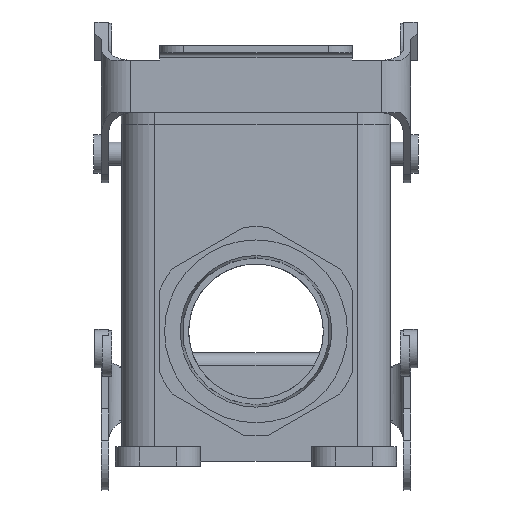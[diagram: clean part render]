
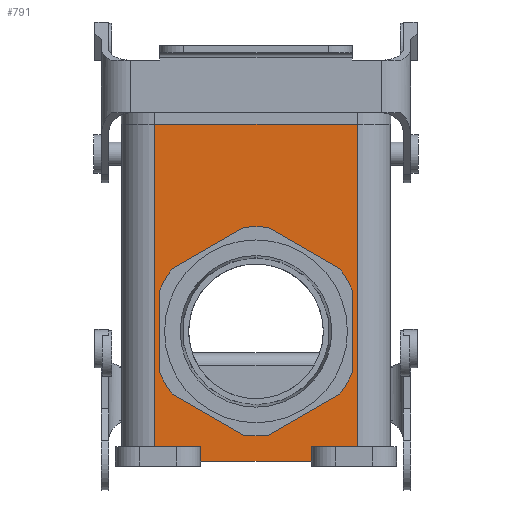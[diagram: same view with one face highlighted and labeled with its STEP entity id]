
A CAD part, left-side view. The second image highlights one B-rep face of the part: STEP entity #791.
In plain terms, the highlighted planar face has unit normal (-1, 0, 0).
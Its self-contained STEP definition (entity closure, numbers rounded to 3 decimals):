
#791 = ADVANCED_FACE( '', ( #1656, #1657 ), #1658, .F. );
#1656 = FACE_BOUND( '', #2538, .T. );
#1657 = FACE_OUTER_BOUND( '', #2539, .T. );
#1658 = PLANE( '', #2540 );
#2538 = EDGE_LOOP( '', ( #4745, #4746, #4747, #4748, #4749, #4750, #4751, #4752, #4753, #4754, #4755, #4756 ) );
#2539 = EDGE_LOOP( '', ( #4757, #4758, #4759, #4760, #4761, #4762, #4763, #4764 ) );
#2540 = AXIS2_PLACEMENT_3D( '', #4765, #4766, #4767 );
#4745 = ORIENTED_EDGE( '', *, *, #5700, .T. );
#4746 = ORIENTED_EDGE( '', *, *, #5582, .T. );
#4747 = ORIENTED_EDGE( '', *, *, #5085, .T. );
#4748 = ORIENTED_EDGE( '', *, *, #5079, .T. );
#4749 = ORIENTED_EDGE( '', *, *, #5324, .T. );
#4750 = ORIENTED_EDGE( '', *, *, #5756, .T. );
#4751 = ORIENTED_EDGE( '', *, *, #5345, .T. );
#4752 = ORIENTED_EDGE( '', *, *, #5390, .T. );
#4753 = ORIENTED_EDGE( '', *, *, #5057, .T. );
#4754 = ORIENTED_EDGE( '', *, *, #5609, .T. );
#4755 = ORIENTED_EDGE( '', *, *, #5627, .T. );
#4756 = ORIENTED_EDGE( '', *, *, #5254, .T. );
#4757 = ORIENTED_EDGE( '', *, *, #5790, .F. );
#4758 = ORIENTED_EDGE( '', *, *, #5805, .F. );
#4759 = ORIENTED_EDGE( '', *, *, #5665, .F. );
#4760 = ORIENTED_EDGE( '', *, *, #5497, .F. );
#4761 = ORIENTED_EDGE( '', *, *, #5007, .T. );
#4762 = ORIENTED_EDGE( '', *, *, #5738, .T. );
#4763 = ORIENTED_EDGE( '', *, *, #5758, .T. );
#4764 = ORIENTED_EDGE( '', *, *, #5150, .T. );
#4765 = CARTESIAN_POINT( '', ( -41., 0., 70. ) );
#4766 = DIRECTION( '', ( 1., 0., 0. ) );
#4767 = DIRECTION( '', ( 0., 0., -1. ) );
#5007 = EDGE_CURVE( '', #5971, #5969, #5972, .T. );
#5057 = EDGE_CURVE( '', #6056, #6060, #6062, .T. );
#5079 = EDGE_CURVE( '', #6100, #6098, #6101, .T. );
#5085 = EDGE_CURVE( '', #6107, #6100, #6110, .T. );
#5150 = EDGE_CURVE( '', #6222, #6220, #6223, .F. );
#5254 = EDGE_CURVE( '', #6388, #6390, #6392, .T. );
#5324 = EDGE_CURVE( '', #6098, #6506, #6508, .T. );
#5345 = EDGE_CURVE( '', #6541, #6543, #6545, .T. );
#5390 = EDGE_CURVE( '', #6543, #6056, #6610, .T. );
#5497 = EDGE_CURVE( '', #5971, #6768, #6769, .T. );
#5582 = EDGE_CURVE( '', #6883, #6107, #6885, .T. );
#5609 = EDGE_CURVE( '', #6060, #6919, #6921, .T. );
#5627 = EDGE_CURVE( '', #6919, #6388, #6942, .T. );
#5665 = EDGE_CURVE( '', #6768, #6985, #6986, .T. );
#5700 = EDGE_CURVE( '', #6390, #6883, #7029, .T. );
#5738 = EDGE_CURVE( '', #5969, #7073, #7074, .T. );
#5756 = EDGE_CURVE( '', #6506, #6541, #7092, .T. );
#5758 = EDGE_CURVE( '', #7073, #6222, #7094, .T. );
#5790 = EDGE_CURVE( '', #7132, #6220, #7134, .T. );
#5805 = EDGE_CURVE( '', #6985, #7132, #7150, .F. );
#5969 = VERTEX_POINT( '', #7372 );
#5971 = VERTEX_POINT( '', #7375 );
#5972 = LINE( '', #7376, #7377 );
#6056 = VERTEX_POINT( '', #7489 );
#6060 = VERTEX_POINT( '', #7495 );
#6062 = LINE( '', #7498, #7499 );
#6098 = VERTEX_POINT( '', #7544 );
#6100 = VERTEX_POINT( '', #7547 );
#6101 = CIRCLE( '', #7548, 21.75 );
#6107 = VERTEX_POINT( '', #7555 );
#6110 = LINE( '', #7560, #7561 );
#6220 = VERTEX_POINT( '', #7724 );
#6222 = VERTEX_POINT( '', #7726 );
#6223 = LINE( '', #7727, #7728 );
#6388 = VERTEX_POINT( '', #7942 );
#6390 = VERTEX_POINT( '', #7945 );
#6392 = CIRCLE( '', #7948, 21.75 );
#6506 = VERTEX_POINT( '', #8132 );
#6508 = LINE( '', #8135, #8136 );
#6541 = VERTEX_POINT( '', #8182 );
#6543 = VERTEX_POINT( '', #8185 );
#6545 = LINE( '', #8188, #8189 );
#6610 = CIRCLE( '', #8266, 21.75 );
#6768 = VERTEX_POINT( '', #8480 );
#6769 = LINE( '', #8481, #8482 );
#6883 = VERTEX_POINT( '', #8658 );
#6885 = CIRCLE( '', #8661, 21.75 );
#6919 = VERTEX_POINT( '', #8703 );
#6921 = CIRCLE( '', #8706, 21.75 );
#6942 = LINE( '', #8730, #8731 );
#6985 = VERTEX_POINT( '', #8789 );
#6986 = LINE( '', #8790, #8791 );
#7029 = LINE( '', #8850, #8851 );
#7073 = VERTEX_POINT( '', #8937 );
#7074 = LINE( '', #8938, #8939 );
#7092 = CIRCLE( '', #8959, 21.75 );
#7094 = LINE( '', #8961, #8962 );
#7132 = VERTEX_POINT( '', #9008 );
#7134 = LINE( '', #9010, #9011 );
#7150 = LINE( '', #9030, #9031 );
#7372 = CARTESIAN_POINT( '', ( -41., -11.5, 0. ) );
#7375 = CARTESIAN_POINT( '', ( -41., 11.5, 0. ) );
#7376 = CARTESIAN_POINT( '', ( -41., 0., 0. ) );
#7377 = VECTOR( '', #9163, 1000. );
#7489 = CARTESIAN_POINT( '', ( -41., -20., 35.548 ) );
#7495 = CARTESIAN_POINT( '', ( -41., -20., 18.452 ) );
#7498 = CARTESIAN_POINT( '', ( -41., -20., 38.547 ) );
#7499 = VECTOR( '', #9225, 1000. );
#7544 = CARTESIAN_POINT( '', ( -41., 17.402, 40.047 ) );
#7547 = CARTESIAN_POINT( '', ( -41., 20., 35.548 ) );
#7548 = AXIS2_PLACEMENT_3D( '', #9257, #9258, #9259 );
#7555 = CARTESIAN_POINT( '', ( -41., 20., 18.452 ) );
#7560 = CARTESIAN_POINT( '', ( -41., 20., 15.453 ) );
#7561 = VECTOR( '', #9266, 1000. );
#7724 = CARTESIAN_POINT( '', ( -41., -21., 70. ) );
#7726 = CARTESIAN_POINT( '', ( -41., -21., 3. ) );
#7727 = CARTESIAN_POINT( '', ( -41., -21., 70. ) );
#7728 = VECTOR( '', #9345, 1000. );
#7942 = CARTESIAN_POINT( '', ( -41., -2.598, 5.406 ) );
#7945 = CARTESIAN_POINT( '', ( -41., 2.598, 5.406 ) );
#7948 = AXIS2_PLACEMENT_3D( '', #9487, #9488, #9489 );
#8132 = CARTESIAN_POINT( '', ( -41., 2.598, 48.594 ) );
#8135 = CARTESIAN_POINT( '', ( -41., 20., 38.547 ) );
#8136 = VECTOR( '', #9571, 1000. );
#8182 = CARTESIAN_POINT( '', ( -41., -2.598, 48.594 ) );
#8185 = CARTESIAN_POINT( '', ( -41., -17.402, 40.047 ) );
#8188 = CARTESIAN_POINT( '', ( -41., 0., 50.094 ) );
#8189 = VECTOR( '', #9593, 1000. );
#8266 = AXIS2_PLACEMENT_3D( '', #9660, #9661, #9662 );
#8480 = CARTESIAN_POINT( '', ( -41., 11.5, 3. ) );
#8481 = CARTESIAN_POINT( '', ( -41., 11.5, 70. ) );
#8482 = VECTOR( '', #9797, 1000. );
#8658 = CARTESIAN_POINT( '', ( -41., 17.402, 13.953 ) );
#8661 = AXIS2_PLACEMENT_3D( '', #9904, #9905, #9906 );
#8703 = CARTESIAN_POINT( '', ( -41., -17.402, 13.953 ) );
#8706 = AXIS2_PLACEMENT_3D( '', #9940, #9941, #9942 );
#8730 = CARTESIAN_POINT( '', ( -41., -20., 15.453 ) );
#8731 = VECTOR( '', #9964, 1000. );
#8789 = CARTESIAN_POINT( '', ( -41., 21., 3. ) );
#8790 = CARTESIAN_POINT( '', ( -41., 0., 3. ) );
#8791 = VECTOR( '', #9995, 1000. );
#8850 = CARTESIAN_POINT( '', ( -41., 0., 3.906 ) );
#8851 = VECTOR( '', #10030, 1000. );
#8937 = CARTESIAN_POINT( '', ( -41., -11.5, 3. ) );
#8938 = CARTESIAN_POINT( '', ( -41., -11.5, 70. ) );
#8939 = VECTOR( '', #10064, 1000. );
#8959 = AXIS2_PLACEMENT_3D( '', #10076, #10077, #10078 );
#8961 = CARTESIAN_POINT( '', ( -41., 0., 3. ) );
#8962 = VECTOR( '', #10079, 1000. );
#9008 = CARTESIAN_POINT( '', ( -41., 21., 70. ) );
#9010 = CARTESIAN_POINT( '', ( -41., 0., 70. ) );
#9011 = VECTOR( '', #10109, 1000. );
#9030 = CARTESIAN_POINT( '', ( -41., 21., 70. ) );
#9031 = VECTOR( '', #10119, 1000. );
#9163 = DIRECTION( '', ( 0., -1., 0. ) );
#9225 = DIRECTION( '', ( 0., 0., -1. ) );
#9257 = CARTESIAN_POINT( '', ( -41., 0., 27. ) );
#9258 = DIRECTION( '', ( 1., 0., 0. ) );
#9259 = DIRECTION( '', ( 0., 0.866, -0.5 ) );
#9266 = DIRECTION( '', ( 0., 0., 1. ) );
#9345 = DIRECTION( '', ( 0., 0., -1. ) );
#9487 = CARTESIAN_POINT( '', ( -41., 0., 27. ) );
#9488 = DIRECTION( '', ( 1., 0., 0. ) );
#9489 = DIRECTION( '', ( 0., 0.866, -0.5 ) );
#9571 = DIRECTION( '', ( 0., -0.866, 0.5 ) );
#9593 = DIRECTION( '', ( 0., -0.866, -0.5 ) );
#9660 = CARTESIAN_POINT( '', ( -41., 0., 27. ) );
#9661 = DIRECTION( '', ( 1., 0., 0. ) );
#9662 = DIRECTION( '', ( 0., 0.866, -0.5 ) );
#9797 = DIRECTION( '', ( 0., 0., 1. ) );
#9904 = CARTESIAN_POINT( '', ( -41., 0., 27. ) );
#9905 = DIRECTION( '', ( 1., 0., 0. ) );
#9906 = DIRECTION( '', ( 0., 0.866, -0.5 ) );
#9940 = CARTESIAN_POINT( '', ( -41., 0., 27. ) );
#9941 = DIRECTION( '', ( 1., 0., 0. ) );
#9942 = DIRECTION( '', ( 0., 0.866, -0.5 ) );
#9964 = DIRECTION( '', ( 0., 0.866, -0.5 ) );
#9995 = DIRECTION( '', ( 0., 1., 0. ) );
#10030 = DIRECTION( '', ( 0., 0.866, 0.5 ) );
#10064 = DIRECTION( '', ( 0., 0., 1. ) );
#10076 = CARTESIAN_POINT( '', ( -41., 0., 27. ) );
#10077 = DIRECTION( '', ( 1., 0., 0. ) );
#10078 = DIRECTION( '', ( 0., 0.866, -0.5 ) );
#10079 = DIRECTION( '', ( 0., -1., 0. ) );
#10109 = DIRECTION( '', ( 0., -1., 0. ) );
#10119 = DIRECTION( '', ( 0., 0., -1. ) );
